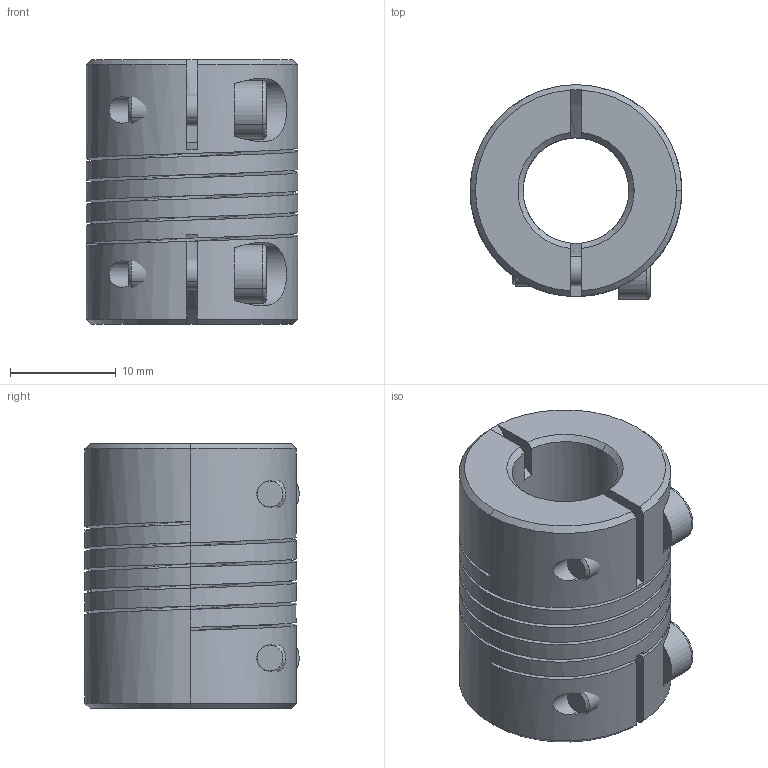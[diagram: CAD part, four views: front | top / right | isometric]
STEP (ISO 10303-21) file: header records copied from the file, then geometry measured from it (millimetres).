
FILE_DESCRIPTION (( 'STEP AP214' ), '1' );
FILE_NAME ('B478 Ãèáêàÿ ìóôòà 10-10.STEP', '2024-02-13T09:47:15', ( '' ), ( '' ), 'SwSTEP 2.0', 'SolidWorks 2022', '' );
FILE_SCHEMA (( 'AUTOMOTIVE_DESIGN' ));
Length unit declared in the file: millimetre
Products named in the file (3): B478 Гибкая муфта 10-10; socket head cap screw_din_DIN 912 M3 x 10 --- 10N; B478 Гибкая муфта 10-10_00
Assembly tree (3 placements, depth 2):
  B478 Гибкая муфта 10-10
    B478 Гибкая муфта 10-10_00
    socket head cap screw_din_DIN 912 M3 x 10 --- 10N  x2
Bounding box: 20 x 20.25 x 25 mm (x, y, z)
Volume: 5453.3 mm3; surface area: 5715.1 mm2
Topology: 3 solids, 3 shells, 132 faces, 331 edges, 206 vertices
Faces by surface type: cylinder 53, plane 48, cone 20, torus 8, bspline 3
Entity records: 8176 total; most frequent: CARTESIAN_POINT 5512, ORIENTED_EDGE 540, DIRECTION 480, EDGE_CURVE 270, AXIS2_PLACEMENT_3D 187, VERTEX_POINT 171, EDGE_LOOP 117, VECTOR 106
